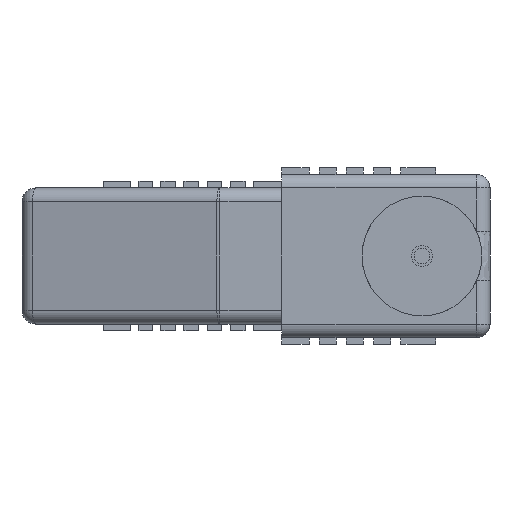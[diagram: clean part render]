
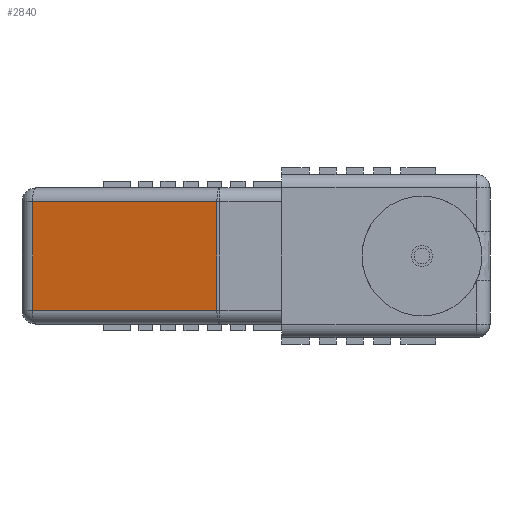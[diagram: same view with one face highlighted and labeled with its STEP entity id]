
A CAD part, left-side view. The second image highlights one B-rep face of the part: STEP entity #2840.
In plain terms, the highlighted planar face has unit normal (-0.976, 0.216, 0).
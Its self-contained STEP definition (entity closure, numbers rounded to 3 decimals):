
#274 = EDGE_CURVE ( 'NONE', #1668, #790, #6285, .T. ) ;
#336 = ORIENTED_EDGE ( 'NONE', *, *, #4901, .T. ) ;
#411 = CARTESIAN_POINT ( 'NONE',  ( -12.876, 20.073, 4. ) ) ;
#516 = DIRECTION ( 'NONE',  ( 0., 0., -1. ) ) ;
#790 = VERTEX_POINT ( 'NONE', #6452 ) ;
#981 = FACE_OUTER_BOUND ( 'NONE', #4578, .T. ) ;
#1094 = LINE ( 'NONE', #1877, #2266 ) ;
#1262 = PLANE ( 'NONE',  #4078 ) ;
#1374 = ORIENTED_EDGE ( 'NONE', *, *, #1648, .T. ) ;
#1648 = EDGE_CURVE ( 'NONE', #790, #3676, #1094, .T. ) ;
#1668 = VERTEX_POINT ( 'NONE', #5340 ) ;
#1877 = CARTESIAN_POINT ( 'NONE',  ( -16.515, 3.661, -4. ) ) ;
#2105 = CARTESIAN_POINT ( 'NONE',  ( -9.7, 34.4, 4. ) ) ;
#2266 = VECTOR ( 'NONE', #5864, 1000. ) ;
#2451 = CARTESIAN_POINT ( 'NONE',  ( -12.876, 20.073, 5. ) ) ;
#2464 = VECTOR ( 'NONE', #516, 1000. ) ;
#2840 = ADVANCED_FACE ( 'NONE', ( #981 ), #1262, .F. ) ;
#3065 = LINE ( 'NONE', #2105, #3294 ) ;
#3294 = VECTOR ( 'NONE', #5073, 1000. ) ;
#3346 = CARTESIAN_POINT ( 'NONE',  ( -16.515, 3.661, 5. ) ) ;
#3676 = VERTEX_POINT ( 'NONE', #5053 ) ;
#3750 = EDGE_CURVE ( 'NONE', #6134, #1668, #3065, .T. ) ;
#4078 = AXIS2_PLACEMENT_3D ( 'NONE', #3346, #6251, #4264 ) ;
#4264 = DIRECTION ( 'NONE',  ( 0.216, 0.976, 0. ) ) ;
#4578 = EDGE_LOOP ( 'NONE', ( #5216, #1374, #336, #6217 ) ) ;
#4901 = EDGE_CURVE ( 'NONE', #3676, #6134, #5616, .T. ) ;
#5039 = CARTESIAN_POINT ( 'NONE',  ( -9.874, 33.616, -5. ) ) ;
#5053 = CARTESIAN_POINT ( 'NONE',  ( -12.876, 20.073, -4. ) ) ;
#5073 = DIRECTION ( 'NONE',  ( 0.216, 0.976, 0. ) ) ;
#5216 = ORIENTED_EDGE ( 'NONE', *, *, #274, .T. ) ;
#5340 = CARTESIAN_POINT ( 'NONE',  ( -9.874, 33.616, 4. ) ) ;
#5423 = DIRECTION ( 'NONE',  ( 0., 0., 1. ) ) ;
#5616 = LINE ( 'NONE', #2451, #5686 ) ;
#5686 = VECTOR ( 'NONE', #5423, 1000. ) ;
#5864 = DIRECTION ( 'NONE',  ( -0.216, -0.976, 0. ) ) ;
#6134 = VERTEX_POINT ( 'NONE', #411 ) ;
#6217 = ORIENTED_EDGE ( 'NONE', *, *, #3750, .T. ) ;
#6251 = DIRECTION ( 'NONE',  ( 0.976, -0.216, 0. ) ) ;
#6285 = LINE ( 'NONE', #5039, #2464 ) ;
#6452 = CARTESIAN_POINT ( 'NONE',  ( -9.874, 33.616, -4. ) ) ;
